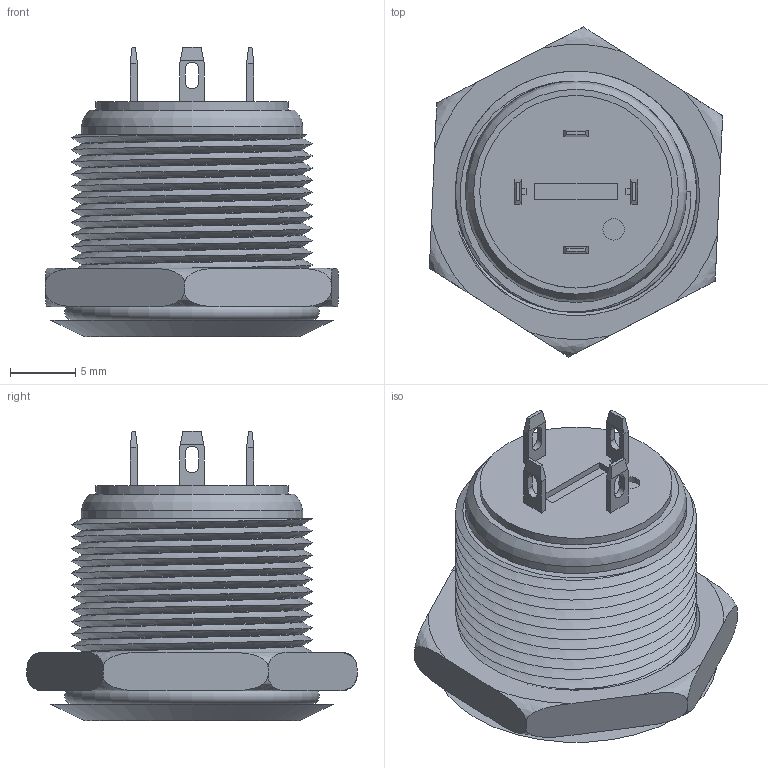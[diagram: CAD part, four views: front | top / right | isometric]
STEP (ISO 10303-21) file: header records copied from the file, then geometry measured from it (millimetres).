
FILE_DESCRIPTION(/* description */ (''),/* implementation_level */ '2;1');
FILE_NAME(/* name */ 'push button v2.step',/* time_stamp */ '2019-05-07T10:49:10-06:00',/* author */ (''),/* organization */ (''),/* preprocessor_version */ 'ST-DEVELOPER v18',/* originating_system */ 'Autodesk Translation Framework v8.2.0.1029',/* authorisation */ '');
FILE_SCHEMA (('AUTOMOTIVE_DESIGN { 1 0 10303 214 3 1 1 }'));
Length unit declared in the file: inch
Products named in the file (7): push button; Main Body; Push Button_1; LED Strip; Electircal Connection; Oring; Component6
Assembly tree (6 placements, depth 2):
  push button
    Main Body
    Push Button_1
    LED Strip
    Electircal Connection
    Oring
    Component6
Bounding box: 22.55 x 25.37 x 22.23 mm (x, y, z)
Volume: 4723 mm3; surface area: 7033.6 mm2
Topology: 12 solids, 12 shells, 171 faces, 432 edges, 286 vertices
Faces by surface type: plane 105, cylinder 46, bspline 17, cone 2, torus 1
Full cylindrical faces by diameter (mm): 1.651 x1, 8.148 x1, 10.287 x2, 14.097 x1, 14.286 x1, 14.605 x1, 14.808 x2, 17.018 x1, 17.03 x16, 18.263 x4, 19.05 x4
Entity records: 9494 total; most frequent: CARTESIAN_POINT 5252, ORIENTED_EDGE 864, DIRECTION 730, EDGE_CURVE 432, VERTEX_POINT 286, LINE 280, VECTOR 280, AXIS2_PLACEMENT_3D 225
